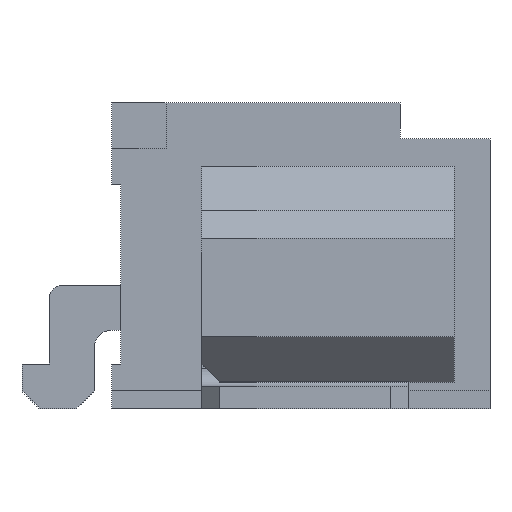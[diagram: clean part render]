
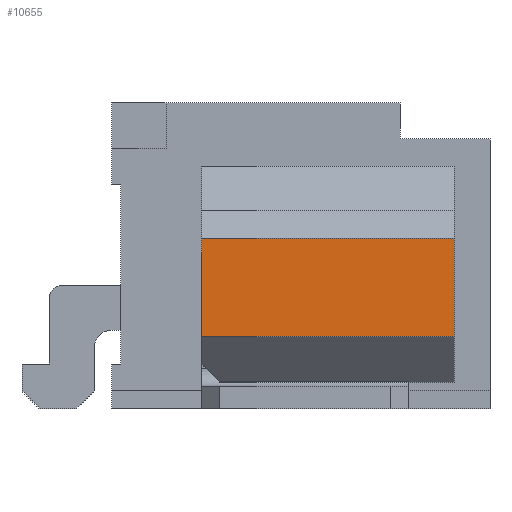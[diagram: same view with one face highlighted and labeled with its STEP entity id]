
A CAD part, left-side view. The second image highlights one B-rep face of the part: STEP entity #10655.
In plain terms, the highlighted planar face has unit normal (-1, 0, 0).
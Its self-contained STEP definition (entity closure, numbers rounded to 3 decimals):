
#1630 = PLANE('',#1631);
#1631 = AXIS2_PLACEMENT_3D('',#1632,#1633,#1634);
#1632 = CARTESIAN_POINT('',(2.75,1.1,0.));
#1633 = DIRECTION('',(0.,1.,0.));
#1634 = DIRECTION('',(-1.,0.,0.));
#1686 = PLANE('',#1687);
#1687 = AXIS2_PLACEMENT_3D('',#1688,#1689,#1690);
#1688 = CARTESIAN_POINT('',(2.75,-1.7,0.));
#1689 = DIRECTION('',(0.,1.,0.));
#1690 = DIRECTION('',(-1.,0.,0.));
#5077 = VERTEX_POINT('',#5078);
#5078 = CARTESIAN_POINT('',(-4.25,1.1,1.9));
#5092 = PLANE('',#5093);
#5093 = AXIS2_PLACEMENT_3D('',#5094,#5095,#5096);
#5094 = CARTESIAN_POINT('',(-4.25,-1.7,1.9));
#5095 = DIRECTION('',(-0.707,0.,0.707));
#5096 = DIRECTION('',(0.707,0.,0.707));
#5104 = EDGE_CURVE('',#5105,#5077,#5107,.T.);
#5105 = VERTEX_POINT('',#5106);
#5106 = CARTESIAN_POINT('',(-4.25,1.1,0.8));
#5107 = SURFACE_CURVE('',#5108,(#5112,#5119),.PCURVE_S1.);
#5108 = LINE('',#5109,#5110);
#5109 = CARTESIAN_POINT('',(-4.25,1.1,0.8));
#5110 = VECTOR('',#5111,1.);
#5111 = DIRECTION('',(0.,0.,1.));
#5112 = PCURVE('',#1630,#5113);
#5113 = DEFINITIONAL_REPRESENTATION('',(#5114),#5118);
#5114 = LINE('',#5115,#5116);
#5115 = CARTESIAN_POINT('',(7.,0.8));
#5116 = VECTOR('',#5117,1.);
#5117 = DIRECTION('',(0.,1.));
#5118 = ( GEOMETRIC_REPRESENTATION_CONTEXT(2) 
PARAMETRIC_REPRESENTATION_CONTEXT() REPRESENTATION_CONTEXT('2D SPACE',''
  ) );
#5119 = PCURVE('',#5120,#5125);
#5120 = PLANE('',#5121);
#5121 = AXIS2_PLACEMENT_3D('',#5122,#5123,#5124);
#5122 = CARTESIAN_POINT('',(-4.25,-1.7,0.8));
#5123 = DIRECTION('',(-1.,0.,0.));
#5124 = DIRECTION('',(0.,0.,1.));
#5125 = DEFINITIONAL_REPRESENTATION('',(#5126),#5130);
#5126 = LINE('',#5127,#5128);
#5127 = CARTESIAN_POINT('',(0.,2.8));
#5128 = VECTOR('',#5129,1.);
#5129 = DIRECTION('',(1.,0.));
#5130 = ( GEOMETRIC_REPRESENTATION_CONTEXT(2) 
PARAMETRIC_REPRESENTATION_CONTEXT() REPRESENTATION_CONTEXT('2D SPACE',''
  ) );
#5146 = PLANE('',#5147);
#5147 = AXIS2_PLACEMENT_3D('',#5148,#5149,#5150);
#5148 = CARTESIAN_POINT('',(-3.75,-1.7,0.3));
#5149 = DIRECTION('',(-0.707,0.,-0.707));
#5150 = DIRECTION('',(-0.707,0.,0.707));
#5353 = VERTEX_POINT('',#5354);
#5354 = CARTESIAN_POINT('',(-4.25,-1.7,0.8));
#5375 = EDGE_CURVE('',#5353,#5376,#5378,.T.);
#5376 = VERTEX_POINT('',#5377);
#5377 = CARTESIAN_POINT('',(-4.25,-1.7,1.9));
#5378 = SURFACE_CURVE('',#5379,(#5383,#5390),.PCURVE_S1.);
#5379 = LINE('',#5380,#5381);
#5380 = CARTESIAN_POINT('',(-4.25,-1.7,0.8));
#5381 = VECTOR('',#5382,1.);
#5382 = DIRECTION('',(0.,0.,1.));
#5383 = PCURVE('',#1686,#5384);
#5384 = DEFINITIONAL_REPRESENTATION('',(#5385),#5389);
#5385 = LINE('',#5386,#5387);
#5386 = CARTESIAN_POINT('',(7.,0.8));
#5387 = VECTOR('',#5388,1.);
#5388 = DIRECTION('',(0.,1.));
#5389 = ( GEOMETRIC_REPRESENTATION_CONTEXT(2) 
PARAMETRIC_REPRESENTATION_CONTEXT() REPRESENTATION_CONTEXT('2D SPACE',''
  ) );
#5390 = PCURVE('',#5120,#5391);
#5391 = DEFINITIONAL_REPRESENTATION('',(#5392),#5396);
#5392 = LINE('',#5393,#5394);
#5393 = CARTESIAN_POINT('',(0.,0.));
#5394 = VECTOR('',#5395,1.);
#5395 = DIRECTION('',(1.,0.));
#5396 = ( GEOMETRIC_REPRESENTATION_CONTEXT(2) 
PARAMETRIC_REPRESENTATION_CONTEXT() REPRESENTATION_CONTEXT('2D SPACE',''
  ) );
#10633 = EDGE_CURVE('',#5376,#5077,#10634,.T.);
#10634 = SURFACE_CURVE('',#10635,(#10639,#10646),.PCURVE_S1.);
#10635 = LINE('',#10636,#10637);
#10636 = CARTESIAN_POINT('',(-4.25,-1.7,1.9));
#10637 = VECTOR('',#10638,1.);
#10638 = DIRECTION('',(0.,1.,0.));
#10639 = PCURVE('',#5092,#10640);
#10640 = DEFINITIONAL_REPRESENTATION('',(#10641),#10645);
#10641 = LINE('',#10642,#10643);
#10642 = CARTESIAN_POINT('',(0.,0.));
#10643 = VECTOR('',#10644,1.);
#10644 = DIRECTION('',(0.,1.));
#10645 = ( GEOMETRIC_REPRESENTATION_CONTEXT(2) 
PARAMETRIC_REPRESENTATION_CONTEXT() REPRESENTATION_CONTEXT('2D SPACE',''
  ) );
#10646 = PCURVE('',#5120,#10647);
#10647 = DEFINITIONAL_REPRESENTATION('',(#10648),#10652);
#10648 = LINE('',#10649,#10650);
#10649 = CARTESIAN_POINT('',(1.1,0.));
#10650 = VECTOR('',#10651,1.);
#10651 = DIRECTION('',(0.,1.));
#10652 = ( GEOMETRIC_REPRESENTATION_CONTEXT(2) 
PARAMETRIC_REPRESENTATION_CONTEXT() REPRESENTATION_CONTEXT('2D SPACE',''
  ) );
#10655 = ADVANCED_FACE('',(#10656),#5120,.T.);
#10656 = FACE_BOUND('',#10657,.F.);
#10657 = EDGE_LOOP('',(#10658,#10659,#10680,#10681));
#10658 = ORIENTED_EDGE('',*,*,#5375,.F.);
#10659 = ORIENTED_EDGE('',*,*,#10660,.T.);
#10660 = EDGE_CURVE('',#5353,#5105,#10661,.T.);
#10661 = SURFACE_CURVE('',#10662,(#10666,#10673),.PCURVE_S1.);
#10662 = LINE('',#10663,#10664);
#10663 = CARTESIAN_POINT('',(-4.25,-1.7,0.8));
#10664 = VECTOR('',#10665,1.);
#10665 = DIRECTION('',(0.,1.,0.));
#10666 = PCURVE('',#5120,#10667);
#10667 = DEFINITIONAL_REPRESENTATION('',(#10668),#10672);
#10668 = LINE('',#10669,#10670);
#10669 = CARTESIAN_POINT('',(0.,0.));
#10670 = VECTOR('',#10671,1.);
#10671 = DIRECTION('',(0.,1.));
#10672 = ( GEOMETRIC_REPRESENTATION_CONTEXT(2) 
PARAMETRIC_REPRESENTATION_CONTEXT() REPRESENTATION_CONTEXT('2D SPACE',''
  ) );
#10673 = PCURVE('',#5146,#10674);
#10674 = DEFINITIONAL_REPRESENTATION('',(#10675),#10679);
#10675 = LINE('',#10676,#10677);
#10676 = CARTESIAN_POINT('',(0.707,0.));
#10677 = VECTOR('',#10678,1.);
#10678 = DIRECTION('',(0.,1.));
#10679 = ( GEOMETRIC_REPRESENTATION_CONTEXT(2) 
PARAMETRIC_REPRESENTATION_CONTEXT() REPRESENTATION_CONTEXT('2D SPACE',''
  ) );
#10680 = ORIENTED_EDGE('',*,*,#5104,.T.);
#10681 = ORIENTED_EDGE('',*,*,#10633,.F.);
